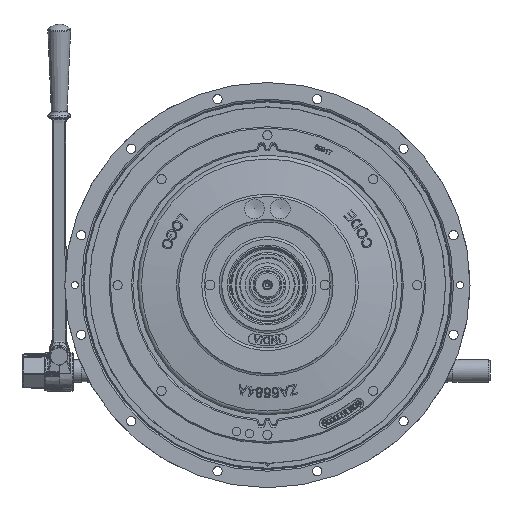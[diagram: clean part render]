
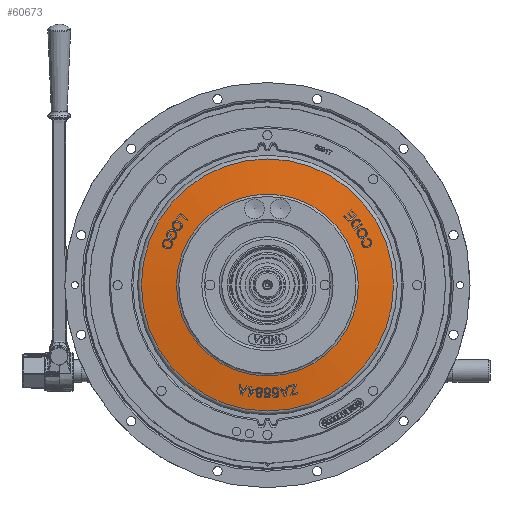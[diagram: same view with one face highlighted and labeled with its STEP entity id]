
A CAD part, top view. The second image highlights one B-rep face of the part: STEP entity #60673.
In plain terms, the highlighted conical face has half-angle 82.775 degrees and reference radius 140.246 mm.
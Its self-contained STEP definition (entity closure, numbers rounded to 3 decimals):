
#338 = AXIS2_PLACEMENT_3D ( 'NONE', #81727, #54123, #44283 ) ;
#5884 = CARTESIAN_POINT ( 'NONE',  ( -101.147, 0., 45.042 ) ) ;
#6761 = CONICAL_SURFACE ( 'NONE', #44553, 140.246, 1.445 ) ;
#13860 = AXIS2_PLACEMENT_3D ( 'NONE', #115710, #105007, #95581 ) ;
#16510 = EDGE_LOOP ( 'NONE', ( #70513 ) ) ;
#25120 = EDGE_CURVE ( 'NONE', #119321, #119321, #61128, .T. ) ;
#44283 = DIRECTION ( 'NONE',  ( -1., 0., 0. ) ) ;
#44553 = AXIS2_PLACEMENT_3D ( 'NONE', #52390, #78813, #109434 ) ;
#52390 = CARTESIAN_POINT ( 'NONE',  ( 0., 0., 40.085 ) ) ;
#54123 = DIRECTION ( 'NONE',  ( 0., 0., 1. ) ) ;
#57608 = CIRCLE ( 'NONE', #13860, 140.246 ) ;
#60673 = ADVANCED_FACE ( 'NONE', ( #107339, #62284 ), #6761, .T. ) ;
#61128 = CIRCLE ( 'NONE', #338, 101.147 ) ;
#62284 = FACE_OUTER_BOUND ( 'NONE', #78808, .T. ) ;
#65677 = CARTESIAN_POINT ( 'NONE',  ( -140.246, 0., 40.085 ) ) ;
#70513 = ORIENTED_EDGE ( 'NONE', *, *, #25120, .F. ) ;
#78808 = EDGE_LOOP ( 'NONE', ( #106400 ) ) ;
#78813 = DIRECTION ( 'NONE',  ( 0., 0., -1. ) ) ;
#81727 = CARTESIAN_POINT ( 'NONE',  ( 0., 0., 45.042 ) ) ;
#92682 = VERTEX_POINT ( 'NONE', #65677 ) ;
#95581 = DIRECTION ( 'NONE',  ( -1., 0., 0. ) ) ;
#105007 = DIRECTION ( 'NONE',  ( 0., 0., 1. ) ) ;
#106400 = ORIENTED_EDGE ( 'NONE', *, *, #106790, .T. ) ;
#106790 = EDGE_CURVE ( 'NONE', #92682, #92682, #57608, .T. ) ;
#107339 = FACE_BOUND ( 'NONE', #16510, .T. ) ;
#109434 = DIRECTION ( 'NONE',  ( 1., 0., 0. ) ) ;
#115710 = CARTESIAN_POINT ( 'NONE',  ( 0., 0., 40.085 ) ) ;
#119321 = VERTEX_POINT ( 'NONE', #5884 ) ;
